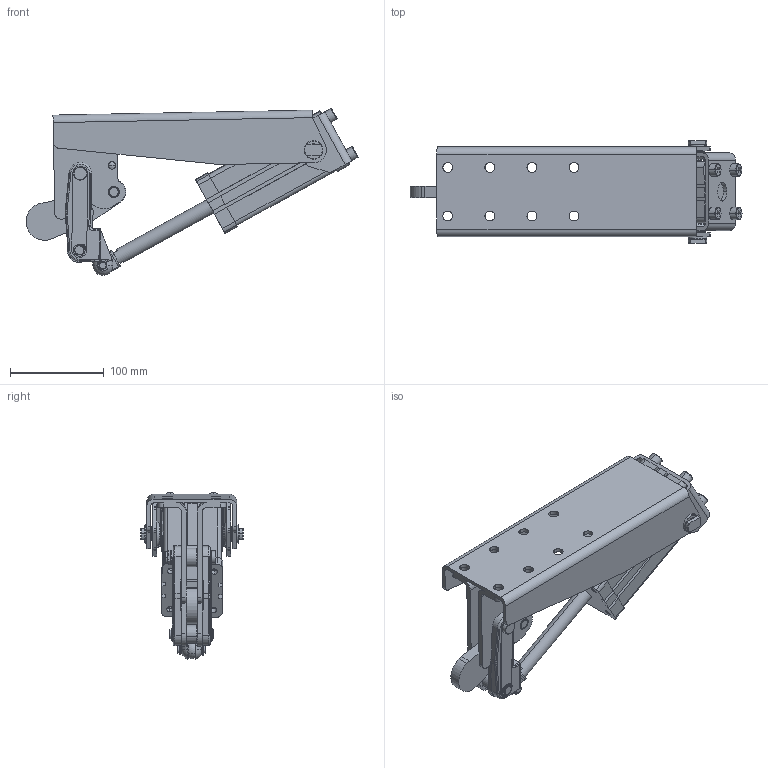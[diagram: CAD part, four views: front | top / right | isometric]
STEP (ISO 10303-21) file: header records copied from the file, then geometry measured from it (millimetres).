
FILE_DESCRIPTION((''),'2;1');
FILE_NAME('765.S.stp','2005-09-28T13:15:57',('CAD'),(''),'Autodesk Inventor 8','Autodesk Inventor 8','');
FILE_SCHEMA(('AUTOMOTIVE_DESIGN { 1 0 10303 214 1 1 1 1 }'));
Length unit declared in the file: millimetre
Products named in the file (1): Part2
Bounding box: 355.04 x 109.5 x 178.46 mm (x, y, z)
Volume: 1041760.8 mm3; surface area: 250175.4 mm2
Topology: 1 solids, 121 shells, 2696 faces, 7485 edges, 4893 vertices
Faces by surface type: plane 1633, cylinder 625, bspline 231, cone 179, torus 20, sphere 8
Entity records: 88869 total; most frequent: CARTESIAN_POINT 23102, ORIENTED_EDGE 14918, DIRECTION 13052, EDGE_CURVE 7459, VERTEX_POINT 4893, AXIS2_PLACEMENT_3D 4783, VECTOR 3486, LINE 3486
